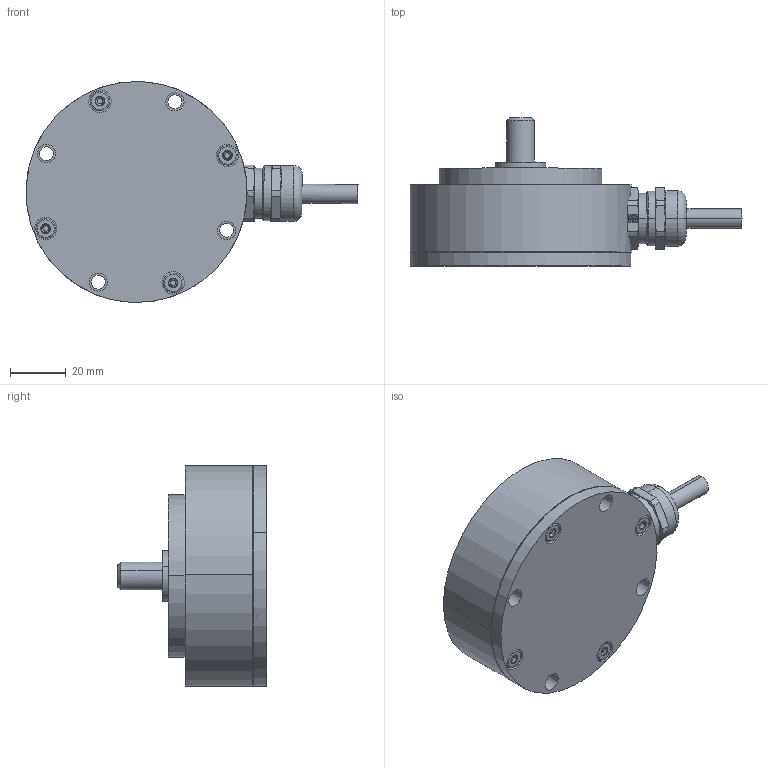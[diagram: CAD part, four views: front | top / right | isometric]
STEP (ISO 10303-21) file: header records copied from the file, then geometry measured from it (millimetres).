
FILE_DESCRIPTION (( 'STEP AP214' ), '1' );
FILE_NAME ('IPX-7913-_ _ _-_ _ _-202.STEP', '2017-09-14T08:49:47', ( 'dummy' ), ( 'Microsoft' ), 'SwSTEP 2.0', 'SolidWorks 2014', '' );
FILE_SCHEMA (( 'AUTOMOTIVE_DESIGN' ));
Length unit declared in the file: millimetre
Products named in the file (1): IPX-7913-_ _ _-_ _ _-202
Bounding box: 118.63 x 53 x 79 mm (x, y, z)
Surface area: 24871.5 mm2 (no closed solid volume)
Topology: 0 solids, 10 shells, 207 faces, 557 edges, 351 vertices
Faces by surface type: cone 66, cylinder 66, plane 65, torus 10
Entity records: 9008 total; most frequent: CARTESIAN_POINT 1498, DIRECTION 1181, ORIENTED_EDGE 956, EDGE_CURVE 555, AXIS2_PLACEMENT_3D 482, VERTEX_POINT 351, CIRCLE 274, EDGE_LOOP 243
